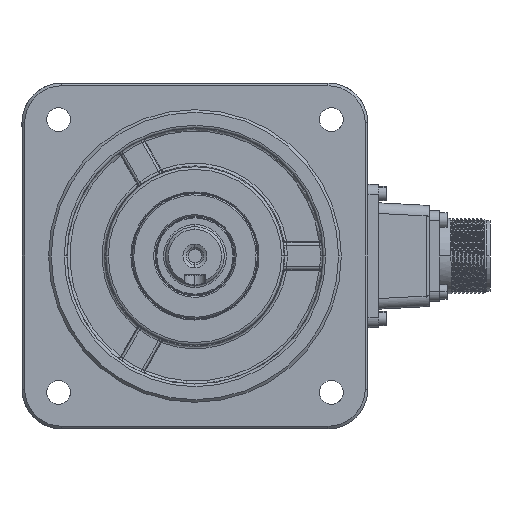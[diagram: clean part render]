
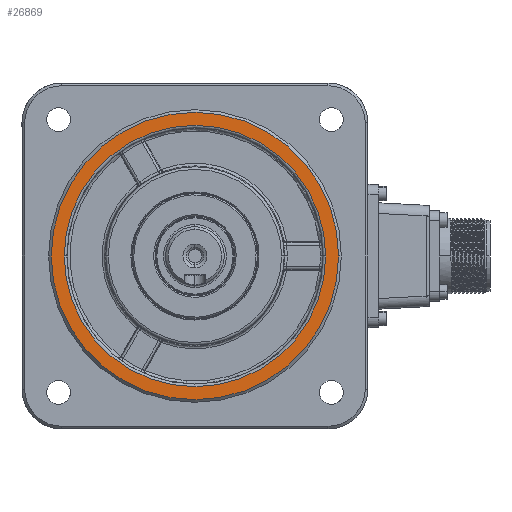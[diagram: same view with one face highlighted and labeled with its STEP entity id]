
A CAD part, left-side view. The second image highlights one B-rep face of the part: STEP entity #26869.
In plain terms, the highlighted planar face has unit normal (-1, 0, 0).
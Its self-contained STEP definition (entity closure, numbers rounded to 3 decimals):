
#547 = CARTESIAN_POINT ( 'NONE',  ( -76., 0., 0. ) ) ;
#683 = CIRCLE ( 'NONE', #39385, 49.122 ) ;
#1009 = DIRECTION ( 'NONE',  ( -1., 0., 0. ) ) ;
#2114 = DIRECTION ( 'NONE',  ( 0., -1., 0. ) ) ;
#2306 = DIRECTION ( 'NONE',  ( 1., 0., 0. ) ) ;
#2686 = CARTESIAN_POINT ( 'NONE',  ( -76., 0., 0. ) ) ;
#4422 = FACE_OUTER_BOUND ( 'NONE', #18603, .T. ) ;
#4809 = AXIS2_PLACEMENT_3D ( 'NONE', #22813, #2306, #34027 ) ;
#6127 = AXIS2_PLACEMENT_3D ( 'NONE', #10956, #29598, #25160 ) ;
#6646 = DIRECTION ( 'NONE',  ( 0., -1., 0. ) ) ;
#8320 = VERTEX_POINT ( 'NONE', #34439 ) ;
#8408 = CARTESIAN_POINT ( 'NONE',  ( -76., 0., 0. ) ) ;
#10218 = CARTESIAN_POINT ( 'NONE',  ( -76., -54., 0. ) ) ;
#10956 = CARTESIAN_POINT ( 'NONE',  ( -76., 0., 0. ) ) ;
#13105 = AXIS2_PLACEMENT_3D ( 'NONE', #2686, #20379, #6646 ) ;
#15354 = PLANE ( 'NONE',  #6127 ) ;
#15387 = DIRECTION ( 'NONE',  ( 1., 0., 0. ) ) ;
#16255 = CIRCLE ( 'NONE', #20733, 54. ) ;
#16723 = ORIENTED_EDGE ( 'NONE', *, *, #33728, .T. ) ;
#18603 = EDGE_LOOP ( 'NONE', ( #16723, #33963 ) ) ;
#20379 = DIRECTION ( 'NONE',  ( -1., 0., 0. ) ) ;
#20733 = AXIS2_PLACEMENT_3D ( 'NONE', #547, #1009, #28981 ) ;
#22813 = CARTESIAN_POINT ( 'NONE',  ( -76., 0., 0. ) ) ;
#22835 = VERTEX_POINT ( 'NONE', #10218 ) ;
#23429 = CIRCLE ( 'NONE', #4809, 49.122 ) ;
#23659 = EDGE_CURVE ( 'NONE', #8320, #36067, #23429, .T. ) ;
#24046 = ORIENTED_EDGE ( 'NONE', *, *, #23659, .T. ) ;
#25160 = DIRECTION ( 'NONE',  ( 0., -1., 0. ) ) ;
#26869 = ADVANCED_FACE ( 'NONE', ( #4422, #35918 ), #15354, .T. ) ;
#28181 = EDGE_LOOP ( 'NONE', ( #35881, #24046 ) ) ;
#28380 = CARTESIAN_POINT ( 'NONE',  ( -76., 54., 0. ) ) ;
#28981 = DIRECTION ( 'NONE',  ( 0., -1., 0. ) ) ;
#29598 = DIRECTION ( 'NONE',  ( -1., 0., 0. ) ) ;
#33217 = CIRCLE ( 'NONE', #13105, 54. ) ;
#33728 = EDGE_CURVE ( 'NONE', #40811, #22835, #16255, .T. ) ;
#33963 = ORIENTED_EDGE ( 'NONE', *, *, #35157, .T. ) ;
#34000 = EDGE_CURVE ( 'NONE', #36067, #8320, #683, .T. ) ;
#34027 = DIRECTION ( 'NONE',  ( 0., -1., 0. ) ) ;
#34439 = CARTESIAN_POINT ( 'NONE',  ( -76., 49.122, 0. ) ) ;
#35157 = EDGE_CURVE ( 'NONE', #22835, #40811, #33217, .T. ) ;
#35881 = ORIENTED_EDGE ( 'NONE', *, *, #34000, .T. ) ;
#35918 = FACE_BOUND ( 'NONE', #28181, .T. ) ;
#36067 = VERTEX_POINT ( 'NONE', #39553 ) ;
#39385 = AXIS2_PLACEMENT_3D ( 'NONE', #8408, #15387, #2114 ) ;
#39553 = CARTESIAN_POINT ( 'NONE',  ( -76., -49.122, 0. ) ) ;
#40811 = VERTEX_POINT ( 'NONE', #28380 ) ;
